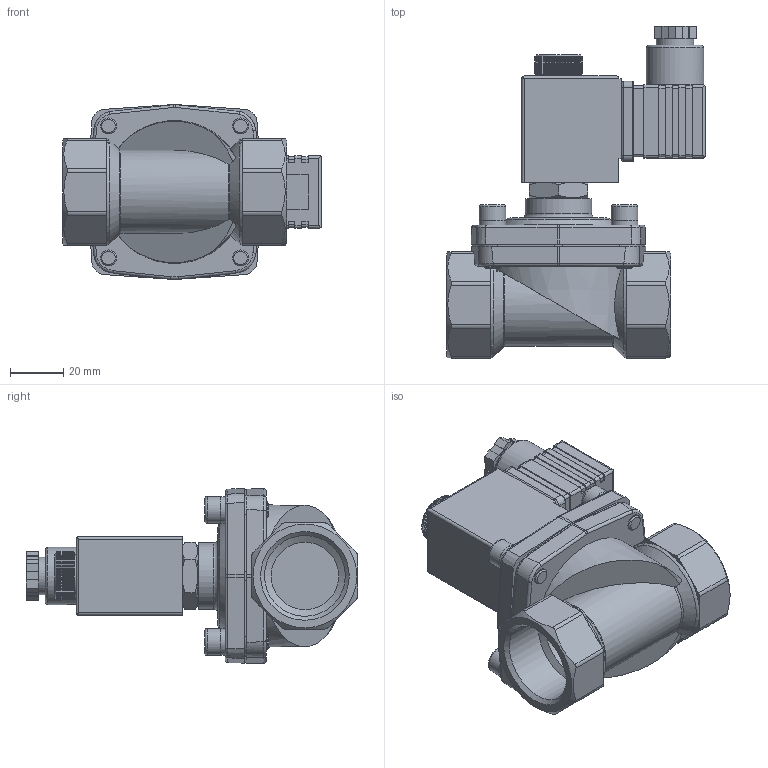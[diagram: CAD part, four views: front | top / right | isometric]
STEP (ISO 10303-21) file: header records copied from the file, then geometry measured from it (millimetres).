
FILE_DESCRIPTION((''),'2;1');
FILE_NAME('EZ1A25E025D24=.stp','2022-01-24T09:47:30',('RL'),(''),'Autodesk Inventor 2012','Autodesk Inventor 2012','');
FILE_SCHEMA(('AUTOMOTIVE_DESIGN { 1 0 10303 214 1 1 1 1 }'));
Length unit declared in the file: millimetre
Products named in the file (3): EZ1A25E025D24/=; EZ1A25E025D23050; GDA09
Assembly tree (2 placements, depth 2):
  EZ1A25E025D24/=
    EZ1A25E025D23050
    GDA09
Bounding box: 97.1 x 124.45 x 65.6 mm (x, y, z)
Volume: 187951.5 mm3; surface area: 50734.5 mm2
Topology: 3 solids, 7 shells, 800 faces, 2142 edges, 1406 vertices
Faces by surface type: plane 545, cylinder 180, torus 41, cone 34
Full cylindrical faces by diameter (mm): 1.7 x3, 2.459 x1, 3 x1, 3.2 x1, 5.5 x1, 6 x8, 6.5 x4, 6.6 x2, 7 x1, 8.5 x1, 9.9 x4, 10 x4, 10.5 x1, 11.917 x1, 14 x1, 16 x1, 18 x1, 21.5 x1, 21.8 x1, 22 x1, 23.1 x1, 25 x1, 25.3 x2, 30.291 x2
Entity records: 25168 total; most frequent: CARTESIAN_POINT 5791, ORIENTED_EDGE 4114, DIRECTION 3610, EDGE_CURVE 2057, VERTEX_POINT 1391, AXIS2_PLACEMENT_3D 1241, VECTOR 1128, LINE 1128
